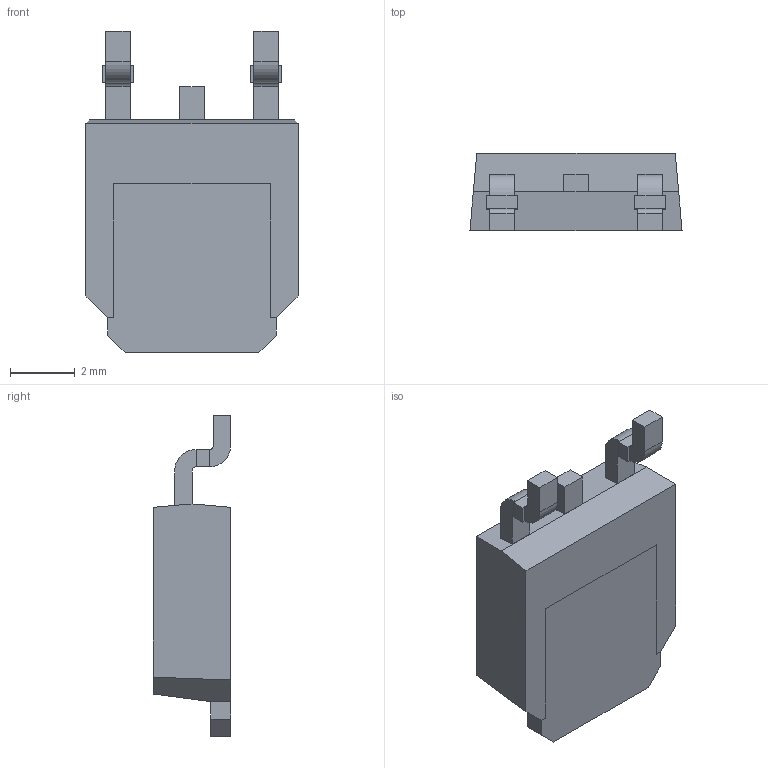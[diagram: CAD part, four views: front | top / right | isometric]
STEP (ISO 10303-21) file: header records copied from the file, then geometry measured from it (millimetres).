
FILE_DESCRIPTION (( 'STEP AP214' ), '1' );
FILE_NAME ('IRFR5305.STEP', '2023-12-15T22:16:32', ( '' ), ( '' ), 'SwSTEP 2.0', 'SolidWorks 2021', '' );
FILE_SCHEMA (( 'AUTOMOTIVE_DESIGN' ));
Length unit declared in the file: inch
Products named in the file (1): IRFR5305
Bounding box: 6.54 x 2.39 x 9.91 mm (x, y, z)
Volume: 95.8 mm3; surface area: 223.3 mm2
Topology: 5 solids, 5 shells, 77 faces, 183 edges, 116 vertices
Faces by surface type: plane 69, cylinder 8
Entity records: 2253 total; most frequent: CARTESIAN_POINT 377, ORIENTED_EDGE 366, DIRECTION 355, EDGE_CURVE 183, VECTOR 167, LINE 167, VERTEX_POINT 116, AXIS2_PLACEMENT_3D 94
